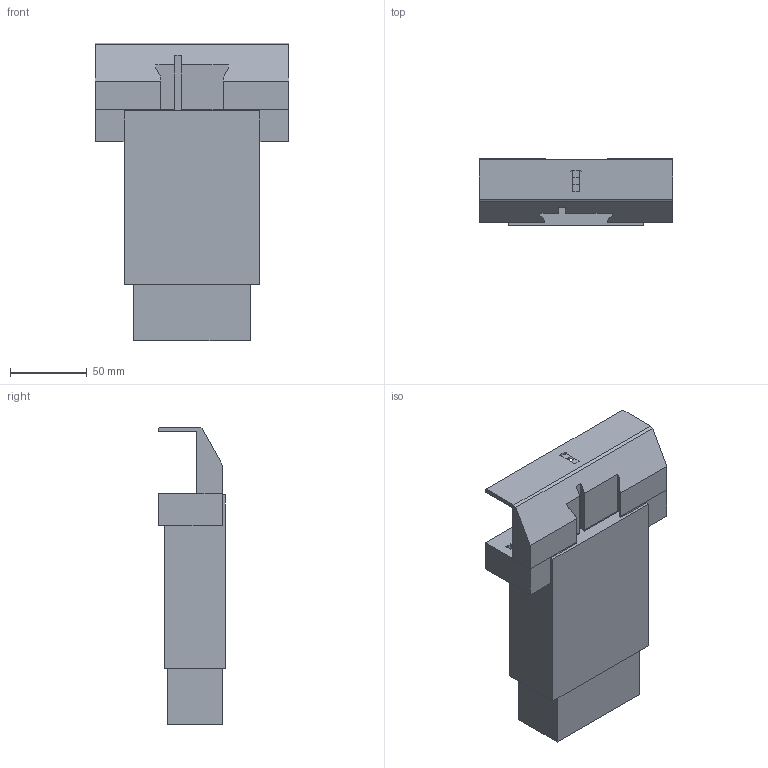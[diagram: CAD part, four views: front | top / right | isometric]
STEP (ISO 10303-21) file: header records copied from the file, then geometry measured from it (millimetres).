
FILE_DESCRIPTION(/* description */ (''),/* implementation_level */ '2;1');
FILE_NAME(/* name */ 'OB_T_Connector_Middle.step',/* time_stamp */ '2025-12-30T18:58:59+09:00',/* author */ (''),/* organization */ (''),/* preprocessor_version */ 'ST-DEVELOPER v20.1',/* originating_system */ 'Autodesk Translation Framework v14.21.0.0',/* authorisation */ '');
FILE_SCHEMA (('AUTOMOTIVE_DESIGN { 1 0 10303 214 3 1 1 }'));
Length unit declared in the file: millimetre
Products named in the file (1): Document
Bounding box: 126 x 43.62 x 194.05 mm (x, y, z)
Volume: 362539 mm3; surface area: 96614 mm2
Topology: 1 solids, 1 shells, 116 faces, 300 edges, 192 vertices
Faces by surface type: plane 93, bspline 23
Entity records: 5254 total; most frequent: CARTESIAN_POINT 2490, ORIENTED_EDGE 600, DIRECTION 495, EDGE_CURVE 300, LINE 253, VECTOR 253, VERTEX_POINT 192, EDGE_LOOP 128
